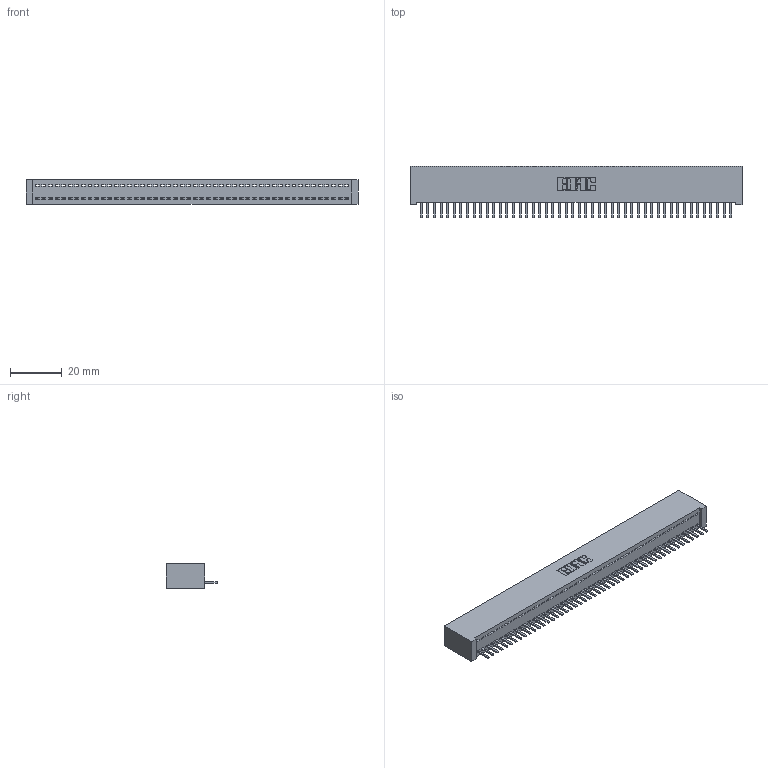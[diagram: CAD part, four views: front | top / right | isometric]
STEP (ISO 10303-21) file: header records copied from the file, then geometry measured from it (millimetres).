
FILE_DESCRIPTION (( 'STEP AP203' ), '1' );
FILE_NAME ('342-048-520-101.STEP', '2018-08-12T17:28:40', ( '' ), ( '' ), 'SwSTEP 2.0', 'SolidWorks 2016', '' );
FILE_SCHEMA (( 'CONFIG_CONTROL_DESIGN' ));
Length unit declared in the file: inch
Products named in the file (3): 342 Part_Lugless; 345-292-001_345-293-120; 342-048-520-101
Assembly tree (49 placements, depth 2):
  342-048-520-101
    342 Part_Lugless
    345-292-001_345-293-120  x48
Bounding box: 128.17 x 20.02 x 9.4 mm (x, y, z)
Volume: 11530.8 mm3; surface area: 16926.2 mm2
Topology: 49 solids, 49 shells, 3078 faces, 9107 edges, 5942 vertices
Faces by surface type: plane 2174, cylinder 904
Entity records: 28273 total; most frequent: CARTESIAN_POINT 4894, ORIENTED_EDGE 4866, DIRECTION 4097, EDGE_CURVE 2433, VECTOR 2309, LINE 2309, VERTEX_POINT 1618, AXIS2_PLACEMENT_3D 894
